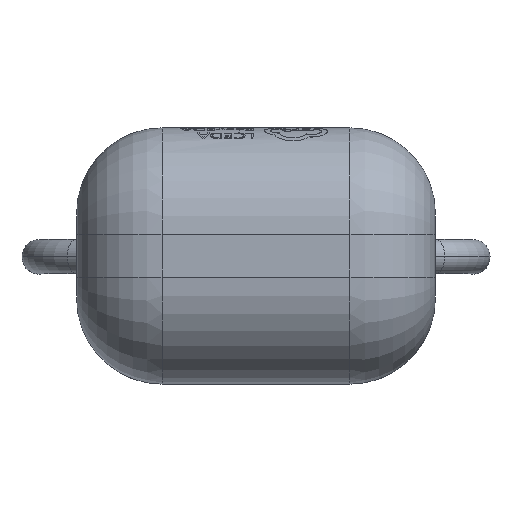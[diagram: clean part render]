
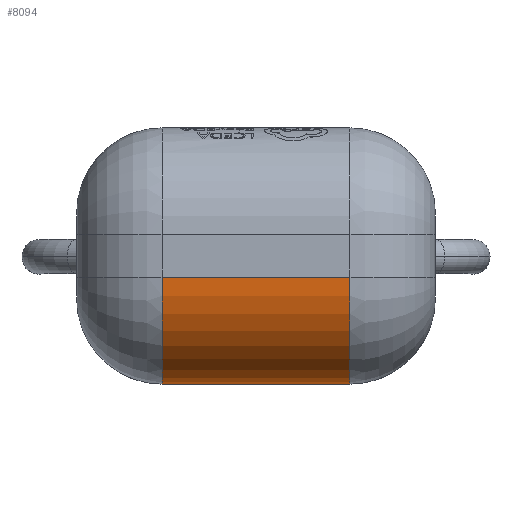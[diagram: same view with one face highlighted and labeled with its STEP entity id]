
A CAD part, top view. The second image highlights one B-rep face of the part: STEP entity #8094.
In plain terms, the highlighted cylindrical face has radius 1.25 mm (diameter 2.5 mm), a partial arc.
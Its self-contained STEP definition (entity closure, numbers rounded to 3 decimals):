
#33 = LINE ( 'NONE', #4741, #2113 ) ;
#160 = AXIS2_PLACEMENT_3D ( 'NONE', #7490, #8814, #5202 ) ;
#1131 = CARTESIAN_POINT ( 'NONE',  ( 0., -0.25, 4.25 ) ) ;
#2113 = VECTOR ( 'NONE', #6962, 1000. ) ;
#2253 = EDGE_CURVE ( 'NONE', #4337, #13715, #11020, .T. ) ;
#3223 = ORIENTED_EDGE ( 'NONE', *, *, #10073, .T. ) ;
#3488 = CARTESIAN_POINT ( 'NONE',  ( 1.1, -0.25, 5.5 ) ) ;
#3593 = ORIENTED_EDGE ( 'NONE', *, *, #2253, .F. ) ;
#3848 = EDGE_CURVE ( 'NONE', #6529, #10767, #33, .T. ) ;
#4337 = VERTEX_POINT ( 'NONE', #4629 ) ;
#4629 = CARTESIAN_POINT ( 'NONE',  ( 1.1, -1.5, 4.25 ) ) ;
#4741 = CARTESIAN_POINT ( 'NONE',  ( 0., -0.25, 5.5 ) ) ;
#5088 = CIRCLE ( 'NONE', #160, 1.25 ) ;
#5202 = DIRECTION ( 'NONE',  ( 0., 0., -1. ) ) ;
#5660 = CARTESIAN_POINT ( 'NONE',  ( -1.1, -1.5, 4.25 ) ) ;
#5896 = AXIS2_PLACEMENT_3D ( 'NONE', #11663, #6862, #13696 ) ;
#6529 = VERTEX_POINT ( 'NONE', #14799 ) ;
#6862 = DIRECTION ( 'NONE',  ( -1., 0., 0. ) ) ;
#6962 = DIRECTION ( 'NONE',  ( 1., 0., 0. ) ) ;
#6975 = EDGE_LOOP ( 'NONE', ( #7468, #9742, #3593, #3223 ) ) ;
#7112 = FACE_OUTER_BOUND ( 'NONE', #6975, .T. ) ;
#7468 = ORIENTED_EDGE ( 'NONE', *, *, #3848, .F. ) ;
#7490 = CARTESIAN_POINT ( 'NONE',  ( -1.1, -0.25, 4.25 ) ) ;
#8094 = ADVANCED_FACE ( 'NONE', ( #7112 ), #10748, .T. ) ;
#8814 = DIRECTION ( 'NONE',  ( 1., 0., 0. ) ) ;
#8841 = EDGE_CURVE ( 'NONE', #6529, #13715, #5088, .T. ) ;
#9149 = CIRCLE ( 'NONE', #5896, 1.25 ) ;
#9742 = ORIENTED_EDGE ( 'NONE', *, *, #8841, .T. ) ;
#9863 = CARTESIAN_POINT ( 'NONE',  ( -2.1, -1.5, 4.25 ) ) ;
#10057 = AXIS2_PLACEMENT_3D ( 'NONE', #1131, #10608, #11983 ) ;
#10073 = EDGE_CURVE ( 'NONE', #4337, #10767, #9149, .T. ) ;
#10608 = DIRECTION ( 'NONE',  ( 1., 0., 0. ) ) ;
#10748 = CYLINDRICAL_SURFACE ( 'NONE', #10057, 1.25 ) ;
#10767 = VERTEX_POINT ( 'NONE', #3488 ) ;
#11020 = LINE ( 'NONE', #9863, #15173 ) ;
#11663 = CARTESIAN_POINT ( 'NONE',  ( 1.1, -0.25, 4.25 ) ) ;
#11983 = DIRECTION ( 'NONE',  ( 0., 0., -1. ) ) ;
#13696 = DIRECTION ( 'NONE',  ( 0., 0., 1. ) ) ;
#13715 = VERTEX_POINT ( 'NONE', #5660 ) ;
#14343 = DIRECTION ( 'NONE',  ( -1., 0., 0. ) ) ;
#14799 = CARTESIAN_POINT ( 'NONE',  ( -1.1, -0.25, 5.5 ) ) ;
#15173 = VECTOR ( 'NONE', #14343, 1000. ) ;
